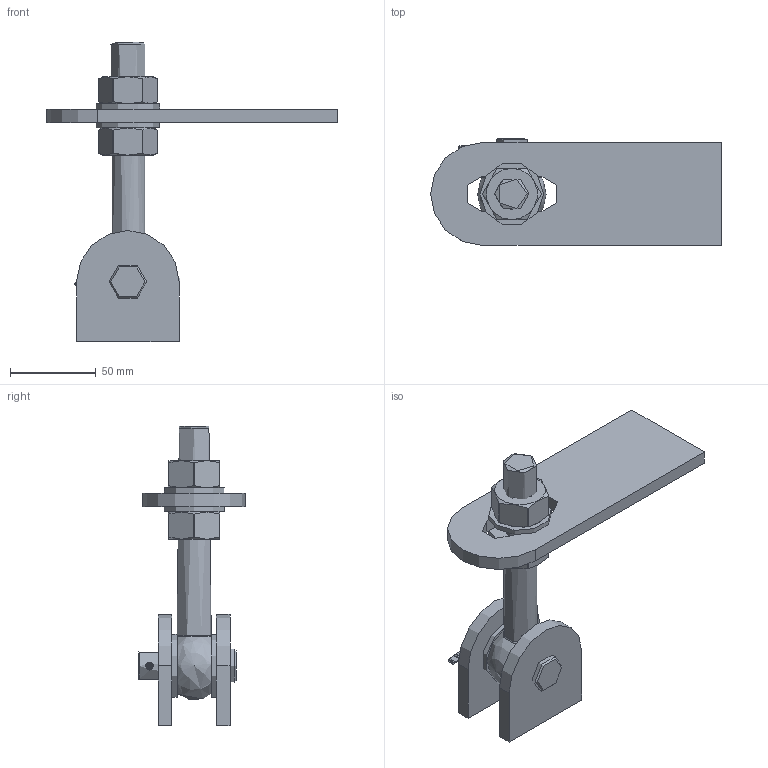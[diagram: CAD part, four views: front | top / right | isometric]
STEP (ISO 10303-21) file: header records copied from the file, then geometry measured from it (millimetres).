
FILE_DESCRIPTION (( 'STEP AP203' ), '1' );
FILE_NAME ('121-M20-240.step', '2021-08-25T12:22:23', ( '' ), ( '' ), 'SwSTEP 2.0', 'SolidWorks 2018', '' );
FILE_SCHEMA (( 'CONFIG_CONTROL_DESIGN' ));
Length unit declared in the file: millimetre
Products named in the file (22): 121-MXX-XXX Teil4_121-M20-240 Teil4; 121-MXX-XXX Teil5; 121-MXX-XXX Teil5_121-M20-240 Teil5; 121-MXX-XXX Teil1_121-M20-240 Teil1; 121-MXX-XXX Teil3_121-M20-240 Teil3; 121-MXX-XXX Teil2; 121-M20-240; DIN 934 M4-M20_DIN 934 M20; DIN 934 M4-M20; 121-MXX-XXX Teil3; 121-MXX-XXX Teil1; 121-MXX-XXX Teil2_121-M20-240 Teil2; 121-MXX-XXX Teil4; Splint DIN94 - ISO 1234 Konfig_DIN 94 5x50; Splint DIN94 - ISO 1234 Konfig
Assembly tree (14 placements, depth 2):
  121-MXX-XXX Teil5
  121-MXX-XXX Teil2
  121-M20-240
    121-MXX-XXX Teil1_121-M20-240 Teil1
    121-MXX-XXX Teil1_121-M20-240 Teil1
    121-MXX-XXX Teil2_121-M20-240 Teil2
    121-MXX-XXX Teil3_121-M20-240 Teil3
    121-MXX-XXX Teil4_121-M20-240 Teil4
    121-MXX-XXX Teil5_121-M20-240 Teil5  x4
    DIN 934 M4-M20_DIN 934 M20  x2
    Splint DIN94 - ISO 1234 Konfig_DIN 94 5x50
  121-M20-240
    DIN 934 M4-M20
    DIN 934 M4-M20
  121-MXX-XXX Teil5
Bounding box: 170 x 62.5 x 175 mm (x, y, z)
Volume: 219587.6 mm3; surface area: 73069.5 mm2
Topology: 12 solids, 12 shells, 636 faces, 1653 edges, 1090 vertices
Faces by surface type: plane 359, bspline 199, cylinder 41, cone 31, torus 5, sphere 1
Full cylindrical faces by diameter (mm): 5 x1, 17.5 x2, 18 x1, 18.2 x3, 20 x1, 21 x4, 22 x1, 37 x4
Entity records: 31525 total; most frequent: CARTESIAN_POINT 16237, ORIENTED_EDGE 3074, DIRECTION 1989, EDGE_CURVE 1537, VERTEX_POINT 1024, VECTOR 1021, LINE 1021, EDGE_LOOP 675
